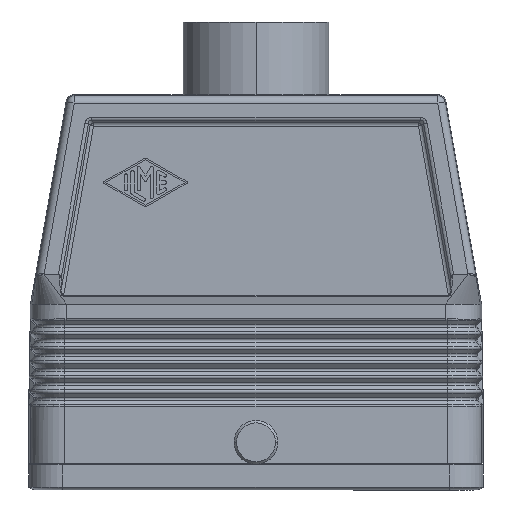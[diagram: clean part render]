
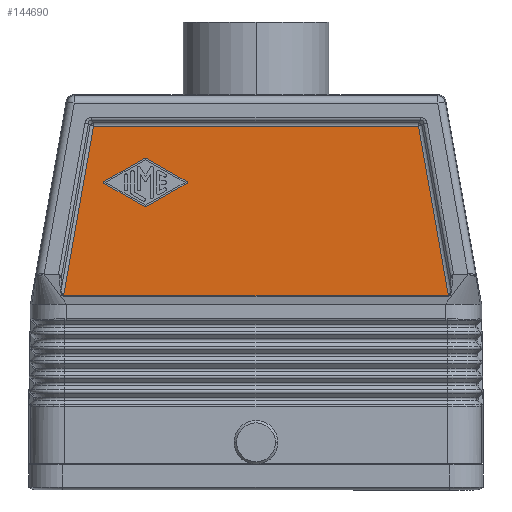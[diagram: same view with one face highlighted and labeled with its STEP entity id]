
A CAD part, left-side view. The second image highlights one B-rep face of the part: STEP entity #144690.
In plain terms, the highlighted planar face has unit normal (-1, 0, 0).
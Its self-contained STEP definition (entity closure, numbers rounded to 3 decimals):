
#85890=CARTESIAN_POINT('',(374.083,-12.317,
48.893));
#85900=DIRECTION('',(1.,0.,0.));
#85910=DIRECTION('',(0.,1.,0.));
#85920=AXIS2_PLACEMENT_3D('',#85890,#85900,#85910);
#85930=PLANE('',#85920);
#137720=CARTESIAN_POINT('',(374.083,56.725,
34.925));
#137730=VERTEX_POINT('',#137720);
#137760=CARTESIAN_POINT('',(374.083,-2.633,
34.925));
#137770=DIRECTION('',(0.,-1.,0.));
#137780=VECTOR('',#137770,1.);
#137790=LINE('',#137760,#137780);
#137800=CARTESIAN_POINT('',(374.083,-22.413,
34.925));
#137810=VERTEX_POINT('',#137800);
#137820=EDGE_CURVE('',#137730,#137810,#137790,.T.);
#141960=CARTESIAN_POINT('',(374.083,-16.265,
69.818));
#141970=VERTEX_POINT('',#141960);
#142020=CARTESIAN_POINT('',(374.083,44.373,
69.818));
#142030=DIRECTION('',(0.,1.,0.));
#142040=VECTOR('',#142030,1.);
#142050=LINE('',#142020,#142040);
#142060=CARTESIAN_POINT('',(374.083,50.578,
69.818));
#142070=VERTEX_POINT('',#142060);
#142080=EDGE_CURVE('',#141970,#142070,#142050,.T.);
#143210=CARTESIAN_POINT('',(374.083,-26.411,
12.233));
#143220=DIRECTION('',(0.,-0.174,-0.985));
#143230=VECTOR('',#143220,1.);
#143240=LINE('',#143210,#143230);
#143250=EDGE_CURVE('',#141970,#137810,#143240,.T.);
#143880=ORIENTED_EDGE('',*,*,#137820,.T.);
#143890=CARTESIAN_POINT('',(374.083,60.723,
12.233));
#143900=DIRECTION('',(0.,0.174,-0.985));
#143910=VECTOR('',#143900,1.);
#143920=LINE('',#143890,#143910);
#143930=EDGE_CURVE('',#142070,#137730,#143920,.T.);
#143940=ORIENTED_EDGE('',*,*,#143930,.T.);
#143950=ORIENTED_EDGE('',*,*,#142080,.T.);
#143960=ORIENTED_EDGE('',*,*,#143250,.F.);
#143970=EDGE_LOOP('',(#143960,#143950,#143940,#143880));
#143980=FACE_OUTER_BOUND('',#143970,.T.);
#143990=CARTESIAN_POINT('',(374.083,44.373,
65.836));
#144000=DIRECTION('',(0.,0.868,0.496));
#144010=VECTOR('',#144000,1.);
#144020=LINE('',#143990,#144010);
#144030=CARTESIAN_POINT('',(374.083,31.324,
58.377));
#144040=VERTEX_POINT('',#144030);
#144050=CARTESIAN_POINT('',(374.083,39.741,
63.188));
#144060=VERTEX_POINT('',#144050);
#144070=EDGE_CURVE('',#144040,#144060,#144020,.T.);
#144080=ORIENTED_EDGE('',*,*,#144070,.F.);
#144090=CARTESIAN_POINT('',(374.083,39.906,
62.899));
#144100=DIRECTION('',(-1.,0.,0.));
#144110=DIRECTION('',(0.,-1.,0.));
#144120=AXIS2_PLACEMENT_3D('',#144090,#144100,#144110);
#144130=CIRCLE('',#144120,0.333);
#144140=CARTESIAN_POINT('',(374.083,40.072,
63.188));
#144150=VERTEX_POINT('',#144140);
#144160=EDGE_CURVE('',#144060,#144150,#144130,.T.);
#144170=ORIENTED_EDGE('',*,*,#144160,.F.);
#144180=CARTESIAN_POINT('',(374.083,44.373,
60.73));
#144190=DIRECTION('',(0.,0.868,-0.496));
#144200=VECTOR('',#144190,1.);
#144210=LINE('',#144180,#144200);
#144220=CARTESIAN_POINT('',(374.083,48.488,
58.377));
#144230=VERTEX_POINT('',#144220);
#144240=EDGE_CURVE('',#144150,#144230,#144210,.T.);
#144250=ORIENTED_EDGE('',*,*,#144240,.F.);
#144260=CARTESIAN_POINT('',(374.083,48.405,
58.233));
#144270=DIRECTION('',(-1.,0.,0.));
#144280=DIRECTION('',(0.,-1.,0.));
#144290=AXIS2_PLACEMENT_3D('',#144260,#144270,#144280);
#144300=CIRCLE('',#144290,0.167);
#144310=CARTESIAN_POINT('',(374.083,48.488,
58.088));
#144320=VERTEX_POINT('',#144310);
#144330=EDGE_CURVE('',#144230,#144320,#144300,.T.);
#144340=ORIENTED_EDGE('',*,*,#144330,.F.);
#144350=CARTESIAN_POINT('',(374.083,44.373,
55.735));
#144360=DIRECTION('',(0.,-0.868,-0.496));
#144370=VECTOR('',#144360,1.);
#144380=LINE('',#144350,#144370);
#144390=CARTESIAN_POINT('',(374.083,40.072,
53.277));
#144400=VERTEX_POINT('',#144390);
#144410=EDGE_CURVE('',#144320,#144400,#144380,.T.);
#144420=ORIENTED_EDGE('',*,*,#144410,.F.);
#144430=CARTESIAN_POINT('',(374.083,39.906,
53.566));
#144440=DIRECTION('',(-1.,0.,0.));
#144450=DIRECTION('',(0.,-1.,0.));
#144460=AXIS2_PLACEMENT_3D('',#144430,#144440,#144450);
#144470=CIRCLE('',#144460,0.333);
#144480=CARTESIAN_POINT('',(374.083,39.741,
53.277));
#144490=VERTEX_POINT('',#144480);
#144500=EDGE_CURVE('',#144400,#144490,#144470,.T.);
#144510=ORIENTED_EDGE('',*,*,#144500,.F.);
#144520=CARTESIAN_POINT('',(374.083,44.373,
50.63));
#144530=DIRECTION('',(0.,-0.868,0.496));
#144540=VECTOR('',#144530,1.);
#144550=LINE('',#144520,#144540);
#144560=CARTESIAN_POINT('',(374.083,31.324,
58.088));
#144570=VERTEX_POINT('',#144560);
#144580=EDGE_CURVE('',#144490,#144570,#144550,.T.);
#144590=ORIENTED_EDGE('',*,*,#144580,.F.);
#144600=CARTESIAN_POINT('',(374.083,31.407,
58.233));
#144610=DIRECTION('',(-1.,0.,0.));
#144620=DIRECTION('',(0.,-1.,0.));
#144630=AXIS2_PLACEMENT_3D('',#144600,#144610,#144620);
#144640=CIRCLE('',#144630,0.167);
#144650=EDGE_CURVE('',#144570,#144040,#144640,.T.);
#144660=ORIENTED_EDGE('',*,*,#144650,.F.);
#144670=EDGE_LOOP('',(#144660,#144590,#144510,#144420,#144340,#144250,
#144170,#144080));
#144680=FACE_BOUND('',#144670,.T.);
#144690=ADVANCED_FACE('',(#143980,#144680),#85930,.F.);
